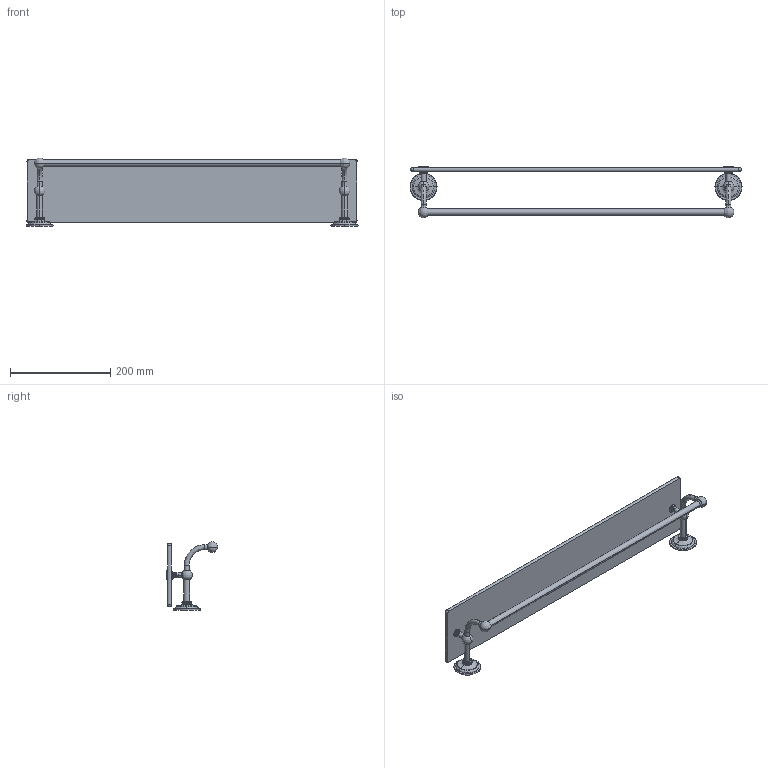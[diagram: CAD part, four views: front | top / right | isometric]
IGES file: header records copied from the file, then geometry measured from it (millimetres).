
Start section:  PTC IGES file: 2619t-24.igs
Global section: file name: 2619t-24.igs; native system: Creo Parametric by PTC Inc.; preprocessor: 2018400; author: jinson.thomas; organization: Unknown; date: 20211217.153911; units: inch
Bounding box: 663.6 x 102.59 x 136.51 mm (x, y, z)
Volume: 629102.8 mm3; surface area: 250336.7 mm2
Topology: 2 solids, 2 shells, 1176 faces, 2722 edges, 1562 vertices
Faces by surface type: bspline 668, revolution 508
